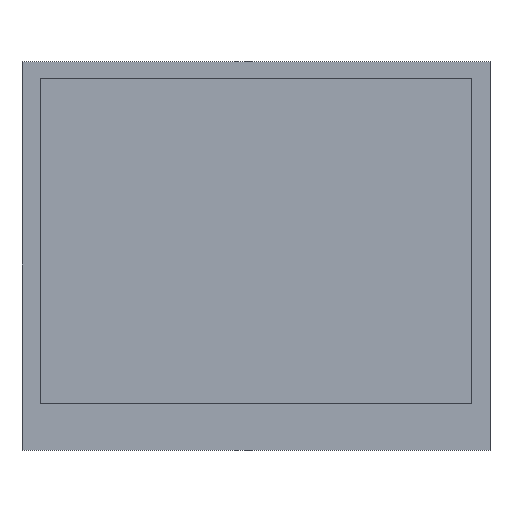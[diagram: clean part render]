
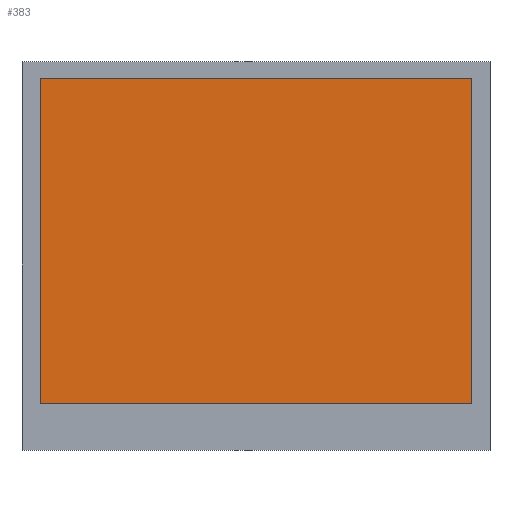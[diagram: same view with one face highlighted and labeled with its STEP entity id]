
A CAD part, top view. The second image highlights one B-rep face of the part: STEP entity #383.
In plain terms, the highlighted planar face has unit normal (0, 0, 1).
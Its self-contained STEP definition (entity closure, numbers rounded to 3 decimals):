
#45=FACE_OUTER_BOUND('',#67,.T.);
#67=EDGE_LOOP('',(#300,#301,#302,#303));
#97=LINE('',#588,#145);
#99=LINE('',#592,#147);
#101=LINE('',#596,#149);
#103=LINE('',#599,#151);
#145=VECTOR('',#481,10.);
#147=VECTOR('',#485,10.);
#149=VECTOR('',#489,10.);
#151=VECTOR('',#493,10.);
#188=VERTEX_POINT('',#585);
#189=VERTEX_POINT('',#587);
#190=VERTEX_POINT('',#591);
#191=VERTEX_POINT('',#595);
#225=EDGE_CURVE('',#189,#188,#97,.T.);
#227=EDGE_CURVE('',#190,#189,#99,.T.);
#229=EDGE_CURVE('',#191,#190,#101,.T.);
#231=EDGE_CURVE('',#188,#191,#103,.T.);
#300=ORIENTED_EDGE('',*,*,#231,.T.);
#301=ORIENTED_EDGE('',*,*,#229,.T.);
#302=ORIENTED_EDGE('',*,*,#227,.T.);
#303=ORIENTED_EDGE('',*,*,#225,.T.);
#362=PLANE('',#431);
#383=ADVANCED_FACE('',(#45),#362,.T.);
#431=AXIS2_PLACEMENT_3D('',#600,#494,#495);
#481=DIRECTION('',(-1.,0.,0.));
#485=DIRECTION('',(0.,1.,0.));
#489=DIRECTION('',(1.,0.,0.));
#493=DIRECTION('',(0.,-1.,0.));
#494=DIRECTION('center_axis',(0.,0.,1.));
#495=DIRECTION('ref_axis',(1.,0.,0.));
#585=CARTESIAN_POINT('',(2.98,61.09,3.));
#587=CARTESIAN_POINT('',(73.86,61.09,3.));
#588=CARTESIAN_POINT('',(73.86,61.09,3.));
#591=CARTESIAN_POINT('',(73.86,7.73,3.));
#592=CARTESIAN_POINT('',(73.86,7.73,3.));
#595=CARTESIAN_POINT('',(2.98,7.73,3.));
#596=CARTESIAN_POINT('',(2.98,7.73,3.));
#599=CARTESIAN_POINT('',(2.98,61.09,3.));
#600=CARTESIAN_POINT('Origin',(38.42,34.41,3.));
